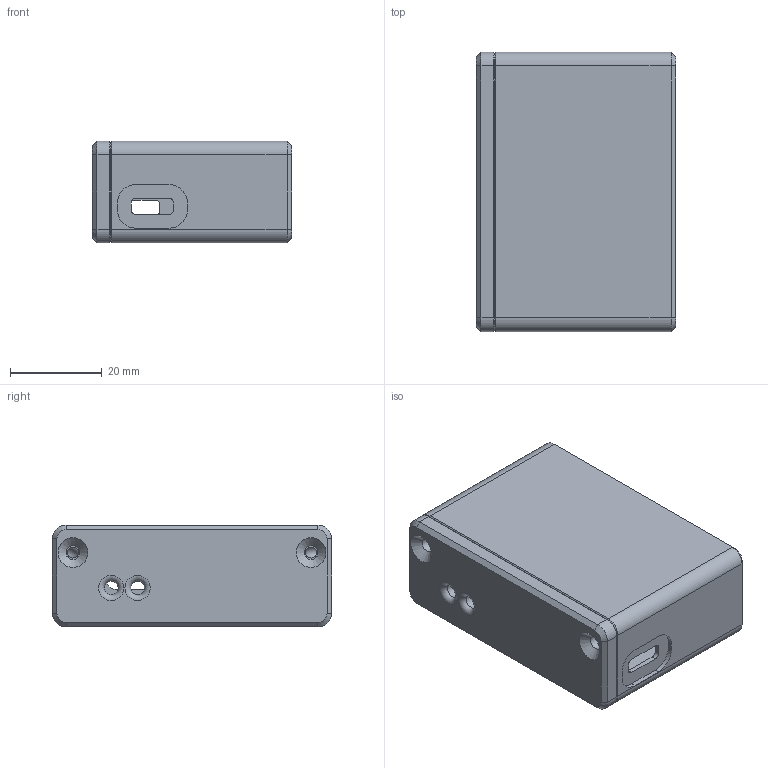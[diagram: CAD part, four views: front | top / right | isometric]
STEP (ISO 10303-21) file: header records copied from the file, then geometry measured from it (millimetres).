
FILE_DESCRIPTION(/* description */ ('','CAx-IF Rec.Pracs.---Representation and Presentation of Product Manufacturing Information (PMI)---4.0---2014-10-13'),/* implementation_level */ '2;1');
FILE_NAME(/* name */ 'PicoBOB_B1_case_miniwini v10.step',/* time_stamp */ '2025-03-21T18:21:56+01:00',/* author */ (''),/* organization */ (''),/* preprocessor_version */ 'ST-DEVELOPER v20',/* originating_system */ 'Autodesk Translation Framework v13.20.0.188',/* authorisation */ '');
FILE_SCHEMA (('AP242_MANAGED_MODEL_BASED_3D_ENGINEERING_MIM_LF { 1 0 10303 442 1 1 4 }'));
Length unit declared in the file: millimetre
Products named in the file (1): PicoBOB_B1_case_miniwini
Bounding box: 43.5 x 61 x 22.23 mm (x, y, z)
Volume: 21115.6 mm3; surface area: 19702.6 mm2
Topology: 2 solids, 2 shells, 169 faces, 427 edges, 269 vertices
Faces by surface type: plane 85, cylinder 54, cone 22, bspline 4, torus 4
Full cylindrical faces by diameter (mm): 2.4 x2, 3 x6
Entity records: 5230 total; most frequent: CARTESIAN_POINT 993, DIRECTION 900, ORIENTED_EDGE 854, EDGE_CURVE 427, AXIS2_PLACEMENT_3D 311, LINE 278, VECTOR 278, VERTEX_POINT 269
